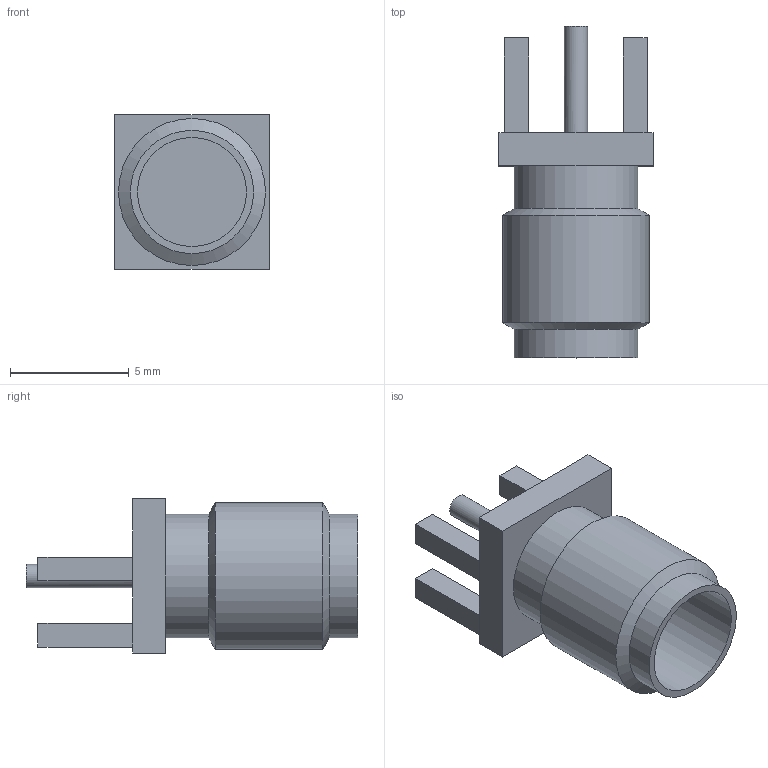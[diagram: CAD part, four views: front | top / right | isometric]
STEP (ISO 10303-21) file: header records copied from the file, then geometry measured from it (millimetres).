
FILE_DESCRIPTION(('FreeCAD Model'),'2;1');
FILE_NAME ('SMA_Board_Edge_Universal.step', '2020-12-07T12:10:42+00:00', 'Stefan Hamminga', '', '', '', '');
FILE_SCHEMA(('AUTOMOTIVE_DESIGN { 1 0 10303 214 1 1 1 1 }'));
Length unit declared in the file: millimetre
Products named in the file (2): ASSEMBLY; Fusion
Assembly tree (1 placements, depth 2):
  ASSEMBLY
    Fusion
Bounding box: 6.5 x 14 x 6.5 mm (x, y, z)
Volume: 159.2 mm3; surface area: 474.1 mm2
Topology: 1 solids, 1 shells, 56 faces, 120 edges, 68 vertices
Faces by surface type: plane 49, cylinder 5, cone 2
Full cylindrical faces by diameter (mm): 0.98 x1, 4.6 x1, 5.2 x2, 6.2 x1
Entity records: 2997 total; most frequent: CARTESIAN_POINT 554, DIRECTION 430, LINE 284, VECTOR 284, ORIENTED_EDGE 240, PCURVE 240, DEFINITIONAL_REPRESENTATION 240, EDGE_CURVE 120
